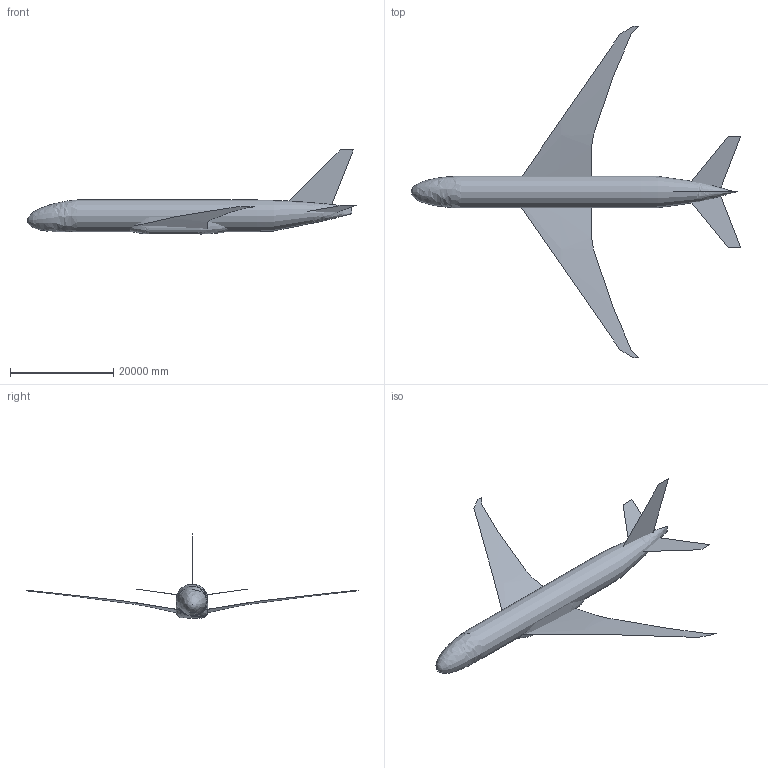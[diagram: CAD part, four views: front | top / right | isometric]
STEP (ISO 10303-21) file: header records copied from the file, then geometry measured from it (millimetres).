
FILE_DESCRIPTION((''),'1');
FILE_NAME('outfile.stp','2017-01-18T10:00:35',(''),(''),'','','');
FILE_SCHEMA(('CONFIG_CONTROL_DESIGN'));
Length unit declared in the file: foot
Bounding box: 63878.46 x 64399.53 x 16306.8 mm (x, y, z)
Surface area: 3382368504.1 mm2 (no closed solid volume)
Topology: 0 solids, 0 shells, 12 faces, 41 edges, 34 vertices
Faces by surface type: bspline 12
Entity records: 2568 total; most frequent: CARTESIAN_POINT 2473, B_SPLINE_SURFACE_WITH_KNOTS 12, GEOMETRIC_SET 12, GEOMETRICALLY_BOUNDED_SURFACE_SHAPE_REPRESENTATION 12, SHAPE_REPRESENTATION_RELATIONSHIP 12, PERSON_AND_ORGANIZATION_ROLE 4, CC_DESIGN_PERSON_AND_ORGANIZATION_ASSIGNMENT 4, DIMENSIONAL_EXPONENTS 2
